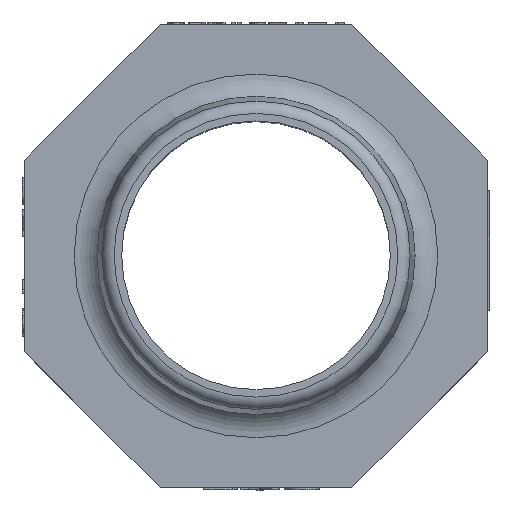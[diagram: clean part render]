
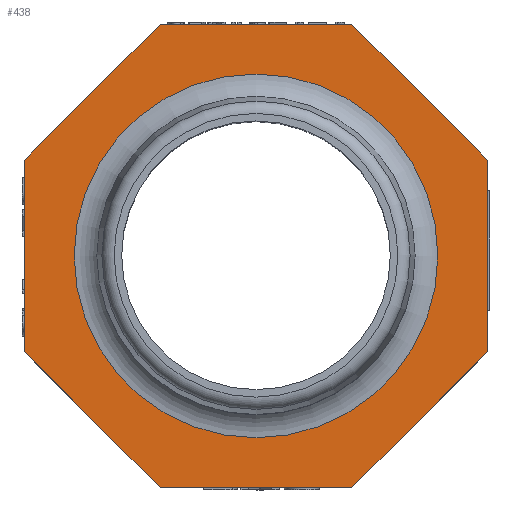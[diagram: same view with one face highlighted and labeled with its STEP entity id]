
A CAD part, top view. The second image highlights one B-rep face of the part: STEP entity #438.
In plain terms, the highlighted planar face has unit normal (0, 0, 1).
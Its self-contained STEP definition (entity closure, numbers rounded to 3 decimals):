
#410=CIRCLE('',#4803,22.);
#438=ADVANCED_FACE('',(#1451,#1452),#692,.T.);
#692=PLANE('',#4804);
#842=LINE('',#5841,#1072);
#848=LINE('',#6457,#1078);
#852=LINE('',#6605,#1082);
#856=LINE('',#6787,#1086);
#857=LINE('',#9527,#1087);
#858=LINE('',#9528,#1088);
#859=LINE('',#9529,#1089);
#860=LINE('',#9530,#1090);
#1072=VECTOR('',#4959,1.);
#1078=VECTOR('',#4967,1.);
#1082=VECTOR('',#4973,1.);
#1086=VECTOR('',#4979,1.);
#1087=VECTOR('',#5066,1.);
#1088=VECTOR('',#5067,1.);
#1089=VECTOR('',#5068,1.);
#1090=VECTOR('',#5069,1.);
#1451=FACE_BOUND('',#1533,.T.);
#1452=FACE_BOUND('',#1534,.T.);
#1533=EDGE_LOOP('',(#2037,#2038,#2039,#2040,#2041,#2042,#2043,#2044));
#1534=EDGE_LOOP('',(#2045));
#2037=ORIENTED_EDGE('',*,*,#3808,.T.);
#2038=ORIENTED_EDGE('',*,*,#3742,.F.);
#2039=ORIENTED_EDGE('',*,*,#3809,.F.);
#2040=ORIENTED_EDGE('',*,*,#3610,.F.);
#2041=ORIENTED_EDGE('',*,*,#3810,.F.);
#2042=ORIENTED_EDGE('',*,*,#3715,.T.);
#2043=ORIENTED_EDGE('',*,*,#3811,.T.);
#2044=ORIENTED_EDGE('',*,*,#3777,.T.);
#2045=ORIENTED_EDGE('',*,*,#3812,.T.);
#3153=VERTEX_POINT('',#5835);
#3156=VERTEX_POINT('',#5840);
#3258=VERTEX_POINT('',#6451);
#3261=VERTEX_POINT('',#6456);
#3285=VERTEX_POINT('',#6599);
#3288=VERTEX_POINT('',#6604);
#3320=VERTEX_POINT('',#6781);
#3323=VERTEX_POINT('',#6786);
#3350=VERTEX_POINT('',#9532);
#3610=EDGE_CURVE('',#3156,#3153,#842,.T.);
#3715=EDGE_CURVE('',#3258,#3261,#848,.T.);
#3742=EDGE_CURVE('',#3288,#3285,#852,.T.);
#3777=EDGE_CURVE('',#3320,#3323,#856,.T.);
#3808=EDGE_CURVE('',#3323,#3285,#857,.T.);
#3809=EDGE_CURVE('',#3153,#3288,#858,.T.);
#3810=EDGE_CURVE('',#3258,#3156,#859,.T.);
#3811=EDGE_CURVE('',#3261,#3320,#860,.T.);
#3812=EDGE_CURVE('',#3350,#3350,#410,.T.);
#4803=AXIS2_PLACEMENT_3D('',#9531,#5070,#5071);
#4804=AXIS2_PLACEMENT_3D('',#9533,#5072,#5073);
#4959=DIRECTION('',(0.,-1.,0.));
#4967=DIRECTION('',(-1.,0.,0.));
#4973=DIRECTION('',(-1.,0.,0.));
#4979=DIRECTION('',(0.,-1.,0.));
#5066=DIRECTION('',(0.707,-0.707,0.));
#5067=DIRECTION('',(-0.707,-0.707,0.));
#5068=DIRECTION('',(0.707,-0.707,0.));
#5069=DIRECTION('',(-0.707,-0.707,0.));
#5070=DIRECTION('',(0.,0.,-1.));
#5071=DIRECTION('',(1.,0.,0.));
#5072=DIRECTION('',(0.,0.,1.));
#5073=DIRECTION('',(1.,0.,0.));
#5835=CARTESIAN_POINT('',(444.,-11.598,40.));
#5840=CARTESIAN_POINT('',(444.,11.598,40.));
#5841=CARTESIAN_POINT('',(444.,-11.598,40.));
#6451=CARTESIAN_POINT('',(427.598,28.,40.));
#6456=CARTESIAN_POINT('',(404.402,28.,40.));
#6457=CARTESIAN_POINT('',(416.,28.,40.));
#6599=CARTESIAN_POINT('',(404.402,-28.,40.));
#6604=CARTESIAN_POINT('',(427.598,-28.,40.));
#6605=CARTESIAN_POINT('',(404.402,-28.,40.));
#6781=CARTESIAN_POINT('',(388.,11.598,40.));
#6786=CARTESIAN_POINT('',(388.,-11.598,40.));
#6787=CARTESIAN_POINT('',(388.,0.,40.));
#9527=CARTESIAN_POINT('',(396.201,-19.799,40.));
#9528=CARTESIAN_POINT('',(427.598,-28.,40.));
#9529=CARTESIAN_POINT('',(444.,11.598,40.));
#9530=CARTESIAN_POINT('',(396.201,19.799,40.));
#9531=CARTESIAN_POINT('',(416.,0.,40.));
#9532=CARTESIAN_POINT('',(438.,0.,40.));
#9533=CARTESIAN_POINT('',(416.,0.,40.));
